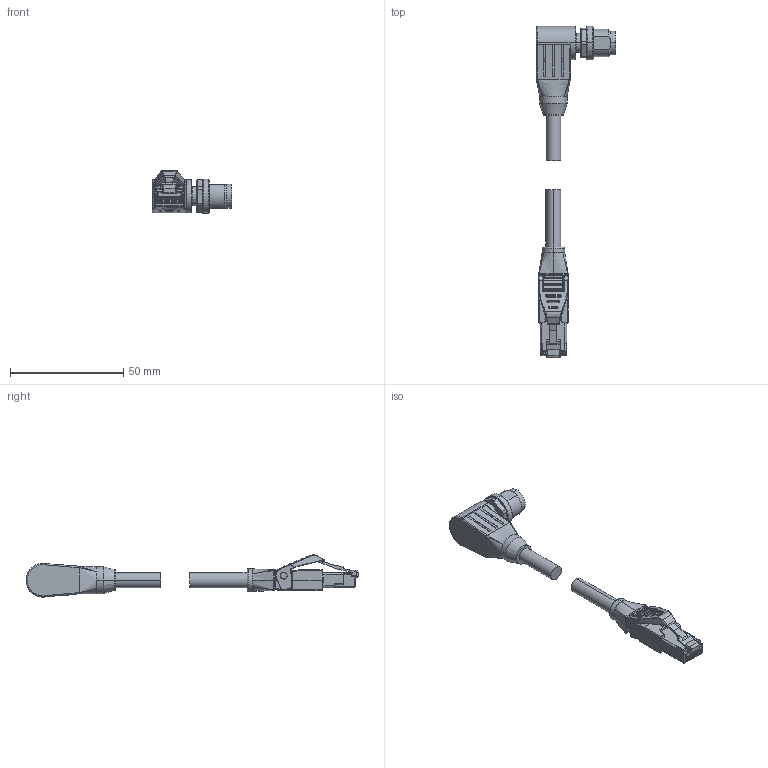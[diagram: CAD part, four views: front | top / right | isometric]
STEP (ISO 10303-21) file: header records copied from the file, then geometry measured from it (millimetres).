
FILE_DESCRIPTION (( 'STEP AP203' ), '1' );
FILE_NAME ('7700-44761-S4U0500.step', '2021-12-20T18:09:22', ( '' ), ( '' ), 'SwSTEP 2.0', 'SolidWorks 2021', '' );
FILE_SCHEMA (( 'CONFIG_CONTROL_DESIGN' ));
Length unit declared in the file: inch
Products named in the file (3): 7700-44761-S4U0500; 7700-44761-S4U0500_1; 7700-44761-S4U0500_2
Assembly tree (2 placements, depth 2):
  7700-44761-S4U0500
    7700-44761-S4U0500_1
    7700-44761-S4U0500_2
Bounding box: 35 x 146.75 x 18.7 mm (x, y, z)
Volume: 14991.4 mm3; surface area: 7625 mm2
Topology: 3 solids, 3 shells, 883 faces, 2291 edges, 1406 vertices
Faces by surface type: plane 369, cylinder 338, bspline 132, torus 24, cone 20
Entity records: 31780 total; most frequent: CARTESIAN_POINT 11593, ORIENTED_EDGE 4534, DIRECTION 3624, EDGE_CURVE 2267, VERTEX_POINT 1406, VECTOR 1220, LINE 1220, AXIS2_PLACEMENT_3D 1202
